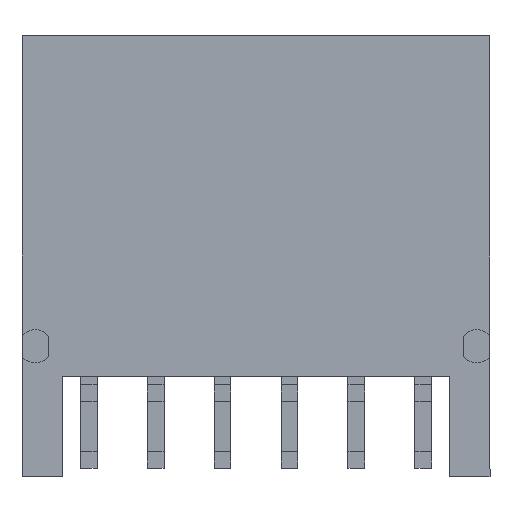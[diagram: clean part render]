
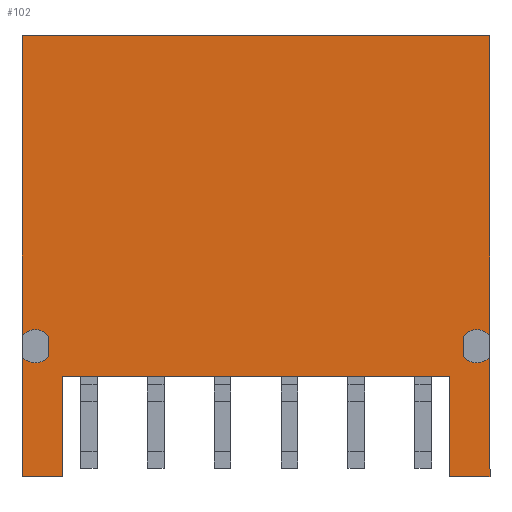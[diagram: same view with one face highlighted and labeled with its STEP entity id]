
A CAD part, front view. The second image highlights one B-rep face of the part: STEP entity #102.
In plain terms, the highlighted planar face has unit normal (0, -1, 0).
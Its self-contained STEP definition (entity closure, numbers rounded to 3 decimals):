
#38 = VERTEX_POINT ( 'NONE', #6008 ) ;
#50 = EDGE_CURVE ( 'NONE', #8551, #38, #6060, .T. ) ;
#93 = ORIENTED_EDGE ( 'NONE', *, *, #8218, .F. ) ;
#94 = ORIENTED_EDGE ( 'NONE', *, *, #8274, .T. ) ;
#95 = ORIENTED_EDGE ( 'NONE', *, *, #182, .T. ) ;
#97 = ORIENTED_EDGE ( 'NONE', *, *, #4595, .T. ) ;
#99 = ORIENTED_EDGE ( 'NONE', *, *, #100, .T. ) ;
#100 = EDGE_CURVE ( 'NONE', #184, #4596, #6186, .T. ) ;
#102 = ADVANCED_FACE ( 'NONE', ( #6182 ), #6227, .T. ) ;
#103 = EDGE_LOOP ( 'NONE', ( #94, #95, #99, #97, #93, #201, #200, #196, #198, #197, #191, #193, #8223, #8224, #8227, #8201 ) ) ;
#182 = EDGE_CURVE ( 'NONE', #8509, #184, #6437, .T. ) ;
#184 = VERTEX_POINT ( 'NONE', #6433 ) ;
#191 = ORIENTED_EDGE ( 'NONE', *, *, #194, .T. ) ;
#192 = VERTEX_POINT ( 'NONE', #6469 ) ;
#193 = ORIENTED_EDGE ( 'NONE', *, *, #8228, .T. ) ;
#194 = EDGE_CURVE ( 'NONE', #4535, #192, #6468, .T. ) ;
#196 = ORIENTED_EDGE ( 'NONE', *, *, #4588, .T. ) ;
#197 = ORIENTED_EDGE ( 'NONE', *, *, #4537, .F. ) ;
#198 = ORIENTED_EDGE ( 'NONE', *, *, #50, .T. ) ;
#199 = EDGE_CURVE ( 'NONE', #202, #5771, #6463, .T. ) ;
#200 = ORIENTED_EDGE ( 'NONE', *, *, #5770, .F. ) ;
#201 = ORIENTED_EDGE ( 'NONE', *, *, #199, .T. ) ;
#202 = VERTEX_POINT ( 'NONE', #6459 ) ;
#2557 = CARTESIAN_POINT ( 'NONE',  ( -6.2, 0., -4.5 ) ) ;
#2558 = DIRECTION ( 'NONE',  ( -1., 0., 0. ) ) ;
#2559 = DIRECTION ( 'NONE',  ( 0., 1., 0. ) ) ;
#2560 = CARTESIAN_POINT ( 'NONE',  ( -6.6, 0., -4.2 ) ) ;
#2561 = AXIS2_PLACEMENT_3D ( 'NONE', #2560, #2559, #2558 ) ;
#2562 = CIRCLE ( 'NONE', #2561, 0.5 ) ;
#2564 = CARTESIAN_POINT ( 'NONE',  ( -7., 0., -4.5 ) ) ;
#2863 = CARTESIAN_POINT ( 'NONE',  ( 6.2, 0., -3.9 ) ) ;
#2864 = DIRECTION ( 'NONE',  ( 1., 0., 0. ) ) ;
#2865 = DIRECTION ( 'NONE',  ( 0., -1., 0. ) ) ;
#2866 = CARTESIAN_POINT ( 'NONE',  ( 6.6, 0., -4.2 ) ) ;
#2867 = AXIS2_PLACEMENT_3D ( 'NONE', #2866, #2865, #2864 ) ;
#2868 = CIRCLE ( 'NONE', #2867, 0.5 ) ;
#2869 = CARTESIAN_POINT ( 'NONE',  ( 7., 0., -3.9 ) ) ;
#3109 = CARTESIAN_POINT ( 'NONE',  ( -5.8, 0., -8.1 ) ) ;
#3129 = DIRECTION ( 'NONE',  ( 1., 0., 0. ) ) ;
#3130 = DIRECTION ( 'NONE',  ( 0., -1., 0. ) ) ;
#3131 = CARTESIAN_POINT ( 'NONE',  ( 6.6, 0., -4.2 ) ) ;
#3132 = AXIS2_PLACEMENT_3D ( 'NONE', #3131, #3130, #3129 ) ;
#3133 = CIRCLE ( 'NONE', #3132, 0.5 ) ;
#3162 = DIRECTION ( 'NONE',  ( 0., 0., -1. ) ) ;
#3163 = VECTOR ( 'NONE', #3162, 1000. ) ;
#3164 = CARTESIAN_POINT ( 'NONE',  ( -5.8, 0., 2.3 ) ) ;
#3165 = LINE ( 'NONE', #3164, #3163 ) ;
#3190 = DIRECTION ( 'NONE',  ( 0., 0., -1. ) ) ;
#3191 = VECTOR ( 'NONE', #3190, 1000. ) ;
#3192 = CARTESIAN_POINT ( 'NONE',  ( -6.2, 0., -3.6 ) ) ;
#3193 = LINE ( 'NONE', #3192, #3191 ) ;
#3194 = DIRECTION ( 'NONE',  ( -1., 0., 0. ) ) ;
#3195 = VECTOR ( 'NONE', #3194, 1000. ) ;
#3196 = CARTESIAN_POINT ( 'NONE',  ( -7., 0., -8.1 ) ) ;
#3197 = LINE ( 'NONE', #3196, #3195 ) ;
#3354 = DIRECTION ( 'NONE',  ( 1., 0., 0. ) ) ;
#3355 = VECTOR ( 'NONE', #3354, 1000. ) ;
#3356 = CARTESIAN_POINT ( 'NONE',  ( 2.5, 0., -5.1 ) ) ;
#3357 = LINE ( 'NONE', #3356, #3355 ) ;
#3363 = CARTESIAN_POINT ( 'NONE',  ( -5.8, 0., -5.1 ) ) ;
#4004 = CARTESIAN_POINT ( 'NONE',  ( 5.8, 0., -5.1 ) ) ;
#4160 = CARTESIAN_POINT ( 'NONE',  ( 7., 0., 5.1 ) ) ;
#4531 = VERTEX_POINT ( 'NONE', #7036 ) ;
#4535 = VERTEX_POINT ( 'NONE', #7030 ) ;
#4537 = EDGE_CURVE ( 'NONE', #4535, #38, #7029, .T. ) ;
#4552 = EDGE_CURVE ( 'NONE', #4553, #5668, #7054, .T. ) ;
#4553 = VERTEX_POINT ( 'NONE', #7050 ) ;
#4588 = EDGE_CURVE ( 'NONE', #5768, #8551, #7109, .T. ) ;
#4595 = EDGE_CURVE ( 'NONE', #4596, #4531, #7158, .T. ) ;
#4596 = VERTEX_POINT ( 'NONE', #7154 ) ;
#5668 = VERTEX_POINT ( 'NONE', #2564 ) ;
#5671 = EDGE_CURVE ( 'NONE', #5672, #5668, #2562, .T. ) ;
#5672 = VERTEX_POINT ( 'NONE', #2557 ) ;
#5768 = VERTEX_POINT ( 'NONE', #2869 ) ;
#5770 = EDGE_CURVE ( 'NONE', #5768, #5771, #2868, .T. ) ;
#5771 = VERTEX_POINT ( 'NONE', #2863 ) ;
#6008 = CARTESIAN_POINT ( 'NONE',  ( -7., 0., 5.1 ) ) ;
#6057 = DIRECTION ( 'NONE',  ( -1., 0., 0. ) ) ;
#6058 = VECTOR ( 'NONE', #6057, 1000. ) ;
#6059 = CARTESIAN_POINT ( 'NONE',  ( 7., 0., 5.1 ) ) ;
#6060 = LINE ( 'NONE', #6059, #6058 ) ;
#6182 = FACE_OUTER_BOUND ( 'NONE', #103, .T. ) ;
#6183 = DIRECTION ( 'NONE',  ( 1., 0., 0. ) ) ;
#6184 = VECTOR ( 'NONE', #6183, 1000. ) ;
#6185 = CARTESIAN_POINT ( 'NONE',  ( 7., 0., -8.1 ) ) ;
#6186 = LINE ( 'NONE', #6185, #6184 ) ;
#6221 = DIRECTION ( 'NONE',  ( 1., 0., 0. ) ) ;
#6222 = DIRECTION ( 'NONE',  ( 0., -1., 0. ) ) ;
#6223 = CARTESIAN_POINT ( 'NONE',  ( 7., 0., 2.3 ) ) ;
#6224 = AXIS2_PLACEMENT_3D ( 'NONE', #6223, #6222, #6221 ) ;
#6227 = PLANE ( 'NONE',  #6224 ) ;
#6433 = CARTESIAN_POINT ( 'NONE',  ( 5.8, 0., -8.1 ) ) ;
#6434 = DIRECTION ( 'NONE',  ( 0., 0., -1. ) ) ;
#6435 = VECTOR ( 'NONE', #6434, 1000. ) ;
#6436 = CARTESIAN_POINT ( 'NONE',  ( 5.8, 0., 2.3 ) ) ;
#6437 = LINE ( 'NONE', #6436, #6435 ) ;
#6459 = CARTESIAN_POINT ( 'NONE',  ( 6.2, 0., -4.5 ) ) ;
#6460 = DIRECTION ( 'NONE',  ( 0., 0., 1. ) ) ;
#6461 = VECTOR ( 'NONE', #6460, 1000. ) ;
#6462 = CARTESIAN_POINT ( 'NONE',  ( 6.2, 0., -3.6 ) ) ;
#6463 = LINE ( 'NONE', #6462, #6461 ) ;
#6464 = DIRECTION ( 'NONE',  ( -1., 0., 0. ) ) ;
#6465 = DIRECTION ( 'NONE',  ( 0., 1., 0. ) ) ;
#6466 = CARTESIAN_POINT ( 'NONE',  ( -6.6, 0., -4.2 ) ) ;
#6467 = AXIS2_PLACEMENT_3D ( 'NONE', #6466, #6465, #6464 ) ;
#6468 = CIRCLE ( 'NONE', #6467, 0.5 ) ;
#6469 = CARTESIAN_POINT ( 'NONE',  ( -6.2, 0., -3.9 ) ) ;
#7026 = DIRECTION ( 'NONE',  ( 0., 0., 1. ) ) ;
#7027 = VECTOR ( 'NONE', #7026, 1000. ) ;
#7028 = CARTESIAN_POINT ( 'NONE',  ( -7., 0., 5.1 ) ) ;
#7029 = LINE ( 'NONE', #7028, #7027 ) ;
#7030 = CARTESIAN_POINT ( 'NONE',  ( -7., 0., -3.9 ) ) ;
#7036 = CARTESIAN_POINT ( 'NONE',  ( 7., 0., -4.5 ) ) ;
#7050 = CARTESIAN_POINT ( 'NONE',  ( -7., 0., -8.1 ) ) ;
#7051 = DIRECTION ( 'NONE',  ( 0., 0., 1. ) ) ;
#7052 = VECTOR ( 'NONE', #7051, 1000. ) ;
#7053 = CARTESIAN_POINT ( 'NONE',  ( -7., 0., 5.1 ) ) ;
#7054 = LINE ( 'NONE', #7053, #7052 ) ;
#7109 = LINE ( 'NONE', #7166, #7165 ) ;
#7154 = CARTESIAN_POINT ( 'NONE',  ( 7., 0., -8.1 ) ) ;
#7155 = DIRECTION ( 'NONE',  ( 0., 0., 1. ) ) ;
#7156 = VECTOR ( 'NONE', #7155, 1000. ) ;
#7157 = CARTESIAN_POINT ( 'NONE',  ( 7., 0., 5.1 ) ) ;
#7158 = LINE ( 'NONE', #7157, #7156 ) ;
#7164 = DIRECTION ( 'NONE',  ( 0., 0., 1. ) ) ;
#7165 = VECTOR ( 'NONE', #7164, 1000. ) ;
#7166 = CARTESIAN_POINT ( 'NONE',  ( 7., 0., 5.1 ) ) ;
#8201 = ORIENTED_EDGE ( 'NONE', *, *, #8220, .F. ) ;
#8203 = VERTEX_POINT ( 'NONE', #3109 ) ;
#8218 = EDGE_CURVE ( 'NONE', #202, #4531, #3133, .T. ) ;
#8220 = EDGE_CURVE ( 'NONE', #8270, #8203, #3165, .T. ) ;
#8223 = ORIENTED_EDGE ( 'NONE', *, *, #5671, .T. ) ;
#8224 = ORIENTED_EDGE ( 'NONE', *, *, #4552, .F. ) ;
#8226 = EDGE_CURVE ( 'NONE', #8203, #4553, #3197, .T. ) ;
#8227 = ORIENTED_EDGE ( 'NONE', *, *, #8226, .F. ) ;
#8228 = EDGE_CURVE ( 'NONE', #192, #5672, #3193, .T. ) ;
#8270 = VERTEX_POINT ( 'NONE', #3363 ) ;
#8274 = EDGE_CURVE ( 'NONE', #8270, #8509, #3357, .T. ) ;
#8509 = VERTEX_POINT ( 'NONE', #4004 ) ;
#8551 = VERTEX_POINT ( 'NONE', #4160 ) ;
